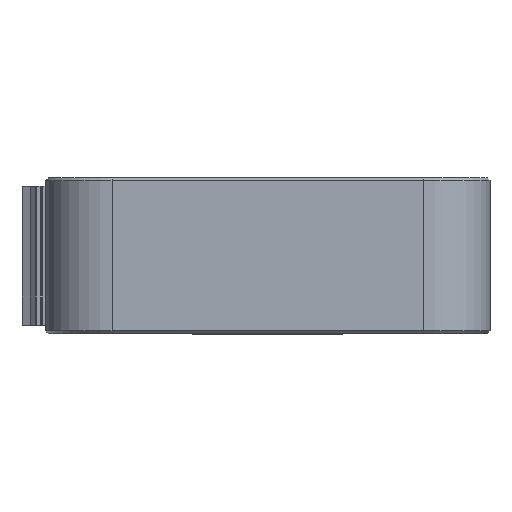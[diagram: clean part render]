
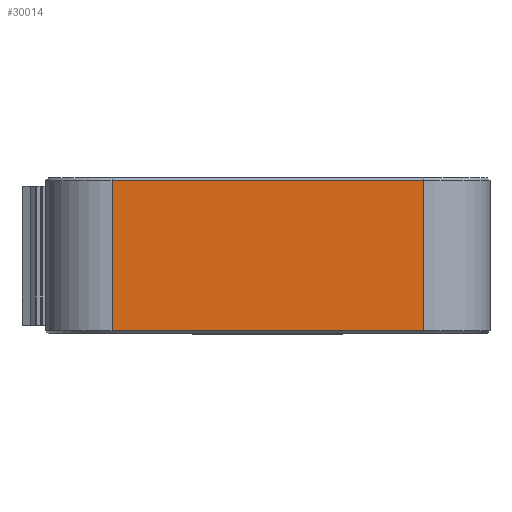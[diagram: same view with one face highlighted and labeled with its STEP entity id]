
A CAD part, front view. The second image highlights one B-rep face of the part: STEP entity #30014.
In plain terms, the highlighted planar face has unit normal (0, -1, 0).
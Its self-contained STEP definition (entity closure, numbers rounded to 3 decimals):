
#356 = CARTESIAN_POINT ( 'NONE',  ( 28., -60., 15. ) ) ;
#789 = ORIENTED_EDGE ( 'NONE', *, *, #16599, .T. ) ;
#6172 = DIRECTION ( 'NONE',  ( 0., 0., -1. ) ) ;
#11166 = DIRECTION ( 'NONE',  ( 0., 0., -1. ) ) ;
#11221 = DIRECTION ( 'NONE',  ( -1., 0., 0. ) ) ;
#12010 = CARTESIAN_POINT ( 'NONE',  ( 28., -60., -12.5 ) ) ;
#14245 = VERTEX_POINT ( 'NONE', #12010 ) ;
#14320 = VECTOR ( 'NONE', #64955, 1000. ) ;
#16599 = EDGE_CURVE ( 'NONE', #30315, #72906, #29399, .T. ) ;
#18046 = ORIENTED_EDGE ( 'NONE', *, *, #55191, .T. ) ;
#18975 = CARTESIAN_POINT ( 'NONE',  ( -28., -60., -12.5 ) ) ;
#19933 = EDGE_CURVE ( 'NONE', #20615, #14245, #30475, .T. ) ;
#20615 = VERTEX_POINT ( 'NONE', #50730 ) ;
#21596 = LINE ( 'NONE', #45838, #52296 ) ;
#29399 = LINE ( 'NONE', #34211, #30349 ) ;
#29597 = ORIENTED_EDGE ( 'NONE', *, *, #19933, .F. ) ;
#29732 = LINE ( 'NONE', #18975, #14320 ) ;
#30014 = ADVANCED_FACE ( 'NONE', ( #74162 ), #40544, .T. ) ;
#30315 = VERTEX_POINT ( 'NONE', #66032 ) ;
#30349 = VECTOR ( 'NONE', #11166, 1000. ) ;
#30475 = LINE ( 'NONE', #67695, #72952 ) ;
#32076 = AXIS2_PLACEMENT_3D ( 'NONE', #356, #40811, #6172 ) ;
#34211 = CARTESIAN_POINT ( 'NONE',  ( -28., -60., 15. ) ) ;
#36513 = ORIENTED_EDGE ( 'NONE', *, *, #46677, .T. ) ;
#40544 = PLANE ( 'NONE',  #32076 ) ;
#40811 = DIRECTION ( 'NONE',  ( 0., -1., 0. ) ) ;
#44676 = DIRECTION ( 'NONE',  ( 0., 0., -1. ) ) ;
#45838 = CARTESIAN_POINT ( 'NONE',  ( 28., -60., 14.5 ) ) ;
#46677 = EDGE_CURVE ( 'NONE', #72906, #14245, #29732, .T. ) ;
#50730 = CARTESIAN_POINT ( 'NONE',  ( 28., -60., 14.5 ) ) ;
#52296 = VECTOR ( 'NONE', #11221, 1000. ) ;
#55191 = EDGE_CURVE ( 'NONE', #20615, #30315, #21596, .T. ) ;
#64955 = DIRECTION ( 'NONE',  ( 1., 0., 0. ) ) ;
#66032 = CARTESIAN_POINT ( 'NONE',  ( -28., -60., 14.5 ) ) ;
#67695 = CARTESIAN_POINT ( 'NONE',  ( 28., -60., 15. ) ) ;
#72902 = CARTESIAN_POINT ( 'NONE',  ( -28., -60., -12.5 ) ) ;
#72906 = VERTEX_POINT ( 'NONE', #72902 ) ;
#72952 = VECTOR ( 'NONE', #44676, 1000. ) ;
#72967 = EDGE_LOOP ( 'NONE', ( #29597, #18046, #789, #36513 ) ) ;
#74162 = FACE_OUTER_BOUND ( 'NONE', #72967, .T. ) ;
